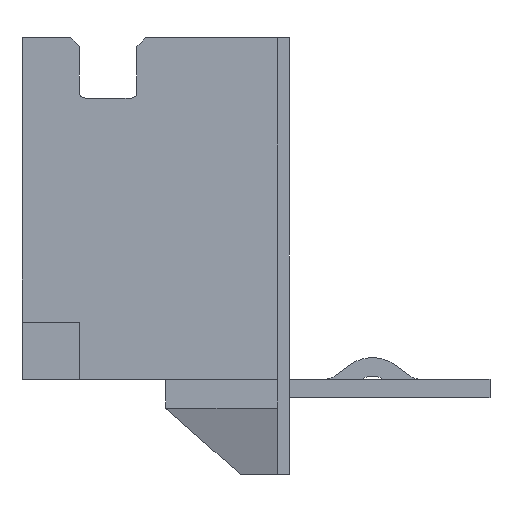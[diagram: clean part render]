
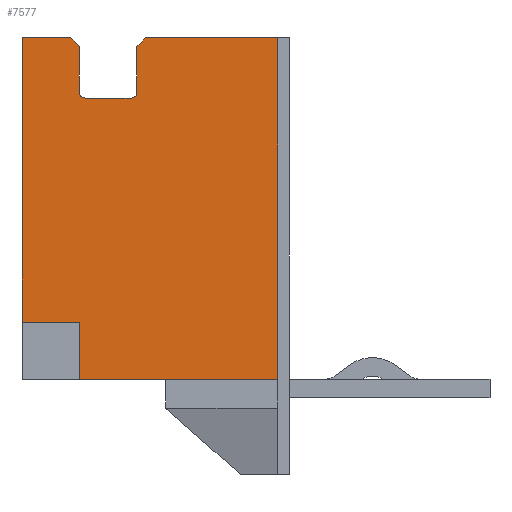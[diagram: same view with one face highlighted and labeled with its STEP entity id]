
A CAD part, left-side view. The second image highlights one B-rep face of the part: STEP entity #7577.
In plain terms, the highlighted planar face has unit normal (-1, 0, 0).
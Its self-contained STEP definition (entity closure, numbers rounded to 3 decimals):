
#291=DIRECTION('',(0.,0.707,-0.707));
#292=VECTOR('',#291,0.212);
#293=CARTESIAN_POINT('',(-7.,0.175,3.8));
#294=LINE('',#293,#292);
#299=DIRECTION('',(0.,-1.,0.));
#300=VECTOR('',#299,0.85);
#301=CARTESIAN_POINT('',(-7.,2.325,3.8));
#302=LINE('',#301,#300);
#319=DIRECTION('',(0.,-1.,0.));
#320=VECTOR('',#319,2.3);
#321=CARTESIAN_POINT('',(-7.,0.175,3.8));
#322=LINE('',#321,#320);
#439=DIRECTION('',(0.,-0.707,-0.707));
#440=VECTOR('',#439,0.212);
#441=CARTESIAN_POINT('',(-7.,1.475,3.8));
#442=LINE('',#441,#440);
#2065=DIRECTION('',(0.,0.,1.));
#2066=VECTOR('',#2065,1.);
#2067=CARTESIAN_POINT('',(-7.,1.325,-2.15));
#2068=LINE('',#2067,#2066);
#2069=DIRECTION('',(0.,-1.,0.));
#2070=VECTOR('',#2069,1.);
#2071=CARTESIAN_POINT('',(-7.,2.325,-1.15));
#2072=LINE('',#2071,#2070);
#2073=DIRECTION('',(0.,0.,1.));
#2074=VECTOR('',#2073,4.95);
#2075=CARTESIAN_POINT('',(-7.,2.325,-1.15));
#2076=LINE('',#2075,#2074);
#2077=DIRECTION('',(0.,0.,-1.));
#2078=VECTOR('',#2077,0.8);
#2079=CARTESIAN_POINT('',(-7.,1.325,3.65));
#2080=LINE('',#2079,#2078);
#2081=CARTESIAN_POINT('',(-7.,1.225,2.85));
#2082=DIRECTION('',(1.,0.,0.));
#2083=DIRECTION('',(0.,0.,-1.));
#2084=AXIS2_PLACEMENT_3D('',#2081,#2082,#2083);
#2086=DIRECTION('',(0.,1.,0.));
#2087=VECTOR('',#2086,0.8);
#2088=CARTESIAN_POINT('',(-7.,0.425,2.75));
#2089=LINE('',#2088,#2087);
#2090=CARTESIAN_POINT('',(-7.,0.425,2.85));
#2091=DIRECTION('',(1.,0.,0.));
#2092=DIRECTION('',(0.,-1.,0.));
#2093=AXIS2_PLACEMENT_3D('',#2090,#2091,#2092);
#2095=DIRECTION('',(0.,0.,-1.));
#2096=VECTOR('',#2095,0.8);
#2097=CARTESIAN_POINT('',(-7.,0.325,3.65));
#2098=LINE('',#2097,#2096);
#2099=DIRECTION('',(0.,0.,1.));
#2100=VECTOR('',#2099,5.95);
#2101=CARTESIAN_POINT('',(-7.,-2.125,-2.15));
#2102=LINE('',#2101,#2100);
#2115=DIRECTION('',(0.,-1.,0.));
#2116=VECTOR('',#2115,3.45);
#2117=CARTESIAN_POINT('',(-7.,1.325,-2.15));
#2118=LINE('',#2117,#2116);
#3534=CARTESIAN_POINT('',(-7.,2.325,3.8));
#3536=VERTEX_POINT('',#3534);
#3541=CARTESIAN_POINT('',(-7.,0.325,2.85));
#3542=CARTESIAN_POINT('',(-7.,0.425,2.75));
#3543=VERTEX_POINT('',#3541);
#3544=VERTEX_POINT('',#3542);
#3545=CARTESIAN_POINT('',(-7.,1.225,2.75));
#3546=VERTEX_POINT('',#3545);
#3547=CARTESIAN_POINT('',(-7.,1.325,2.85));
#3548=VERTEX_POINT('',#3547);
#3581=CARTESIAN_POINT('',(-7.,1.475,3.8));
#3582=VERTEX_POINT('',#3581);
#3583=CARTESIAN_POINT('',(-7.,1.325,3.65));
#3584=VERTEX_POINT('',#3583);
#3597=CARTESIAN_POINT('',(-7.,0.175,3.8));
#3599=VERTEX_POINT('',#3597);
#3601=CARTESIAN_POINT('',(-7.,0.325,3.65));
#3603=VERTEX_POINT('',#3601);
#4109=CARTESIAN_POINT('',(-7.,-2.125,3.8));
#4110=VERTEX_POINT('',#4109);
#4201=CARTESIAN_POINT('',(-7.,-2.125,-2.15));
#4202=VERTEX_POINT('',#4201);
#4411=CARTESIAN_POINT('',(-7.,1.325,-2.15));
#4412=CARTESIAN_POINT('',(-7.,1.325,-1.15));
#4413=VERTEX_POINT('',#4411);
#4414=VERTEX_POINT('',#4412);
#4415=CARTESIAN_POINT('',(-7.,2.325,-1.15));
#4416=VERTEX_POINT('',#4415);
#7549=CARTESIAN_POINT('',(-7.,2.325,-3.8));
#7550=DIRECTION('',(-1.,0.,0.));
#7551=DIRECTION('',(0.,-1.,0.));
#7552=AXIS2_PLACEMENT_3D('',#7549,#7550,#7551);
#7553=PLANE('',#7552);
#7555=ORIENTED_EDGE('',*,*,#7554,.T.);
#7557=ORIENTED_EDGE('',*,*,#7556,.F.);
#7559=ORIENTED_EDGE('',*,*,#7558,.T.);
#7560=ORIENTED_EDGE('',*,*,#4961,.T.);
#7561=ORIENTED_EDGE('',*,*,#5073,.T.);
#7562=ORIENTED_EDGE('',*,*,#5171,.T.);
#7563=ORIENTED_EDGE('',*,*,#7527,.F.);
#7565=ORIENTED_EDGE('',*,*,#7564,.F.);
#7567=ORIENTED_EDGE('',*,*,#7566,.F.);
#7568=ORIENTED_EDGE('',*,*,#4915,.F.);
#7569=ORIENTED_EDGE('',*,*,#4946,.F.);
#7570=ORIENTED_EDGE('',*,*,#4990,.T.);
#7572=ORIENTED_EDGE('',*,*,#7571,.F.);
#7574=ORIENTED_EDGE('',*,*,#7573,.F.);
#7575=EDGE_LOOP('',(#7555,#7557,#7559,#7560,#7561,#7562,#7563,#7565,#7567,#7568,
#7569,#7570,#7572,#7574));
#7576=FACE_OUTER_BOUND('',#7575,.F.);
#7577=ADVANCED_FACE('',(#7576),#7553,.T.);
#2085=CIRCLE('',#2084,0.1);
#2094=CIRCLE('',#2093,0.1);
#4915=EDGE_CURVE('',#3603,#3543,#2098,.T.);
#4946=EDGE_CURVE('',#3599,#3603,#294,.T.);
#4961=EDGE_CURVE('',#3536,#3582,#302,.T.);
#4990=EDGE_CURVE('',#3599,#4110,#322,.T.);
#5073=EDGE_CURVE('',#3582,#3584,#442,.T.);
#5171=EDGE_CURVE('',#3584,#3548,#2080,.T.);
#7527=EDGE_CURVE('',#3546,#3548,#2085,.T.);
#7554=EDGE_CURVE('',#4413,#4414,#2068,.T.);
#7556=EDGE_CURVE('',#4416,#4414,#2072,.T.);
#7558=EDGE_CURVE('',#4416,#3536,#2076,.T.);
#7564=EDGE_CURVE('',#3544,#3546,#2089,.T.);
#7566=EDGE_CURVE('',#3543,#3544,#2094,.T.);
#7571=EDGE_CURVE('',#4202,#4110,#2102,.T.);
#7573=EDGE_CURVE('',#4413,#4202,#2118,.T.);
